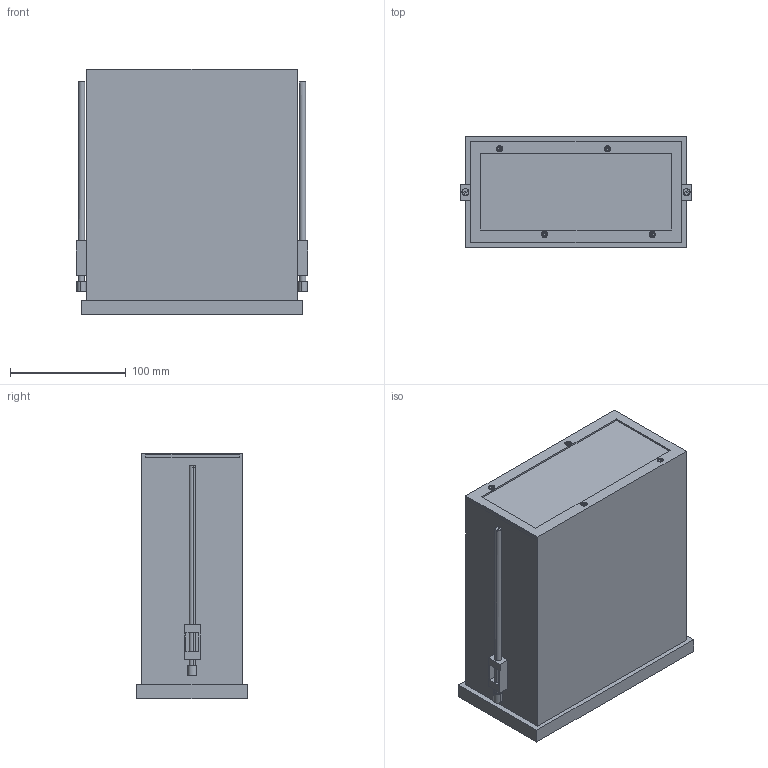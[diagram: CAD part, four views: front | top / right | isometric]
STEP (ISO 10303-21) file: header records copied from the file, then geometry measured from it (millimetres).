
FILE_DESCRIPTION (( 'STEP AP214' ), '1' );
FILE_NAME ('IC-192-03.STEP', '2022-01-17T14:37:36', ( '' ), ( '' ), 'SwSTEP 2.0', 'SolidWorks 2017', '' );
FILE_SCHEMA (( 'AUTOMOTIVE_DESIGN' ));
Length unit declared in the file: millimetre
Products named in the file (42): BrassInsert; Clamp-Plastic-1; Screw-Countershank-Small; Clamp-Plastic-2; Screw-Countershank; Clamp-Metal-192; Case IC-192; Angels MAG-192; Front Plate FP-192-00; Clamp-192; Metal Plate MPL-192; IC-192-03; BP-192-00; Back Plate BP-192-00
Assembly tree (28 placements, depth 3):
  BrassInsert
  Clamp-Plastic-1
  BrassInsert
  Screw-Countershank-Small
  Screw-Countershank-Small
Bounding box: 200.6 x 96 x 212.5 mm (x, y, z)
Volume: 352559 mm3; surface area: 408498.5 mm2
Topology: 28 solids, 28 shells, 677 faces, 1676 edges, 1084 vertices
Faces by surface type: plane 399, cylinder 222, cone 56
Entity records: 13196 total; most frequent: DIRECTION 2158, CARTESIAN_POINT 2128, ORIENTED_EDGE 2028, EDGE_CURVE 1014, VECTOR 722, LINE 722, AXIS2_PLACEMENT_3D 718, VERTEX_POINT 656
